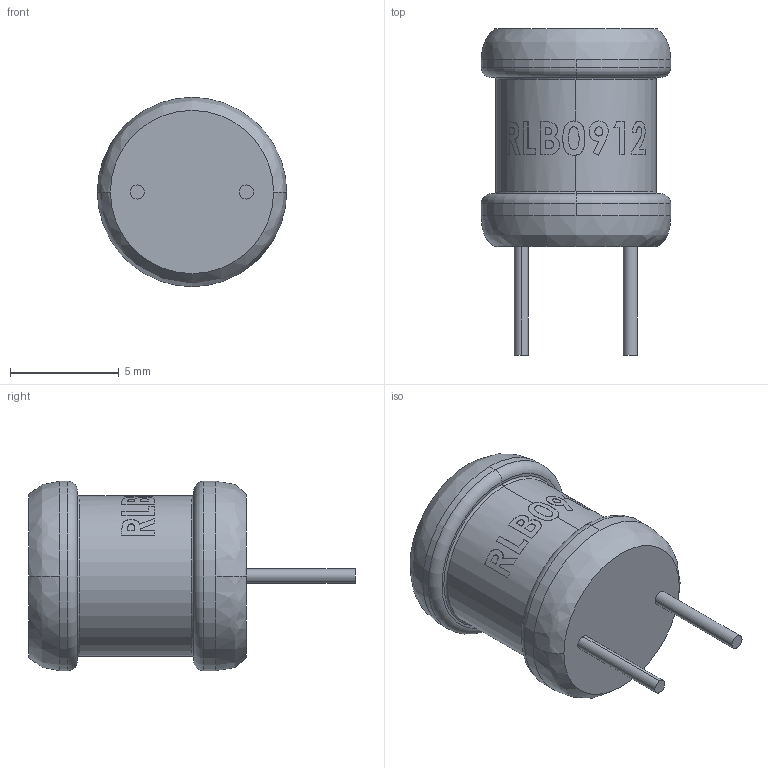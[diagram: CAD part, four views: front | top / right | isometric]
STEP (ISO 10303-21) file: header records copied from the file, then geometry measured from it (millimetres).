
FILE_DESCRIPTION (( 'STEP AP214' ), '1' );
FILE_NAME ('User Library-RLB 0912.STEP', '2019-04-05T22:14:09', ( '' ), ( '' ), 'SwSTEP 2.0', 'SolidWorks 2019', '' );
FILE_SCHEMA (( 'AUTOMOTIVE_DESIGN' ));
Length unit declared in the file: millimetre
Products named in the file (1): User Library-RLB 0912
Bounding box: 8.7 x 15 x 8.7 mm (x, y, z)
Volume: 493.7 mm3; surface area: 387.6 mm2
Topology: 1 solids, 1 shells, 119 faces, 298 edges, 196 vertices
Faces by surface type: bspline 49, plane 40, cylinder 22, torus 8
Entity records: 8665 total; most frequent: CARTESIAN_POINT 4899, ORIENTED_EDGE 596, DIRECTION 376, EDGE_CURVE 298, VERTEX_POINT 196, AXIS2_PLACEMENT_3D 157, B_SPLINE_CURVE_WITH_KNOTS 150, EDGE_LOOP 134
